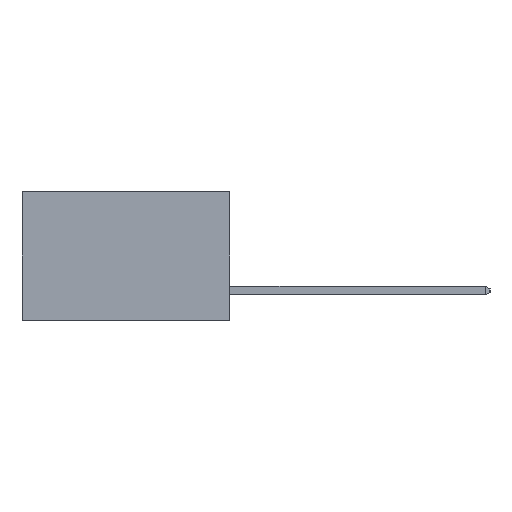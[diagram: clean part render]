
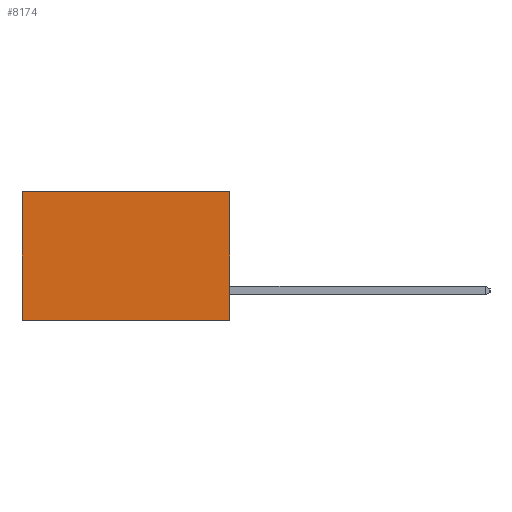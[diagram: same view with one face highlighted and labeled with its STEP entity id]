
A CAD part, left-side view. The second image highlights one B-rep face of the part: STEP entity #8174.
In plain terms, the highlighted planar face has unit normal (-1, 0, 0).
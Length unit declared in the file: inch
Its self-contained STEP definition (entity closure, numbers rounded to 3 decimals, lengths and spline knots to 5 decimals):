
#265 = ORIENTED_EDGE ( 'NONE', *, *, #1555, .F. ) ;
#515 = DIRECTION ( 'NONE',  ( 0., 0., -1. ) ) ;
#544 = DIRECTION ( 'NONE',  ( 1., 0., 0. ) ) ;
#904 = PLANE ( 'NONE',  #4226 ) ;
#1097 = CARTESIAN_POINT ( 'NONE',  ( 0.298, 0., 0. ) ) ;
#1555 = EDGE_CURVE ( 'NONE', #10824, #14318, #21965, .T. ) ;
#1958 = LINE ( 'NONE', #7561, #22001 ) ;
#2292 = CARTESIAN_POINT ( 'NONE',  ( 0.298, 0., -0.37 ) ) ;
#2503 = EDGE_LOOP ( 'NONE', ( #17620, #22473, #265, #13757 ) ) ;
#3120 = FACE_OUTER_BOUND ( 'NONE', #2503, .T. ) ;
#4226 = AXIS2_PLACEMENT_3D ( 'NONE', #1097, #544, #515 ) ;
#5783 = CARTESIAN_POINT ( 'NONE',  ( 0.298, 0.6, 0. ) ) ;
#5897 = DIRECTION ( 'NONE',  ( 0., 0., -1. ) ) ;
#7561 = CARTESIAN_POINT ( 'NONE',  ( 0.298, 0., 0. ) ) ;
#7609 = VECTOR ( 'NONE', #24192, 39.37008 ) ;
#8174 = ADVANCED_FACE ( 'NONE', ( #3120 ), #904, .F. ) ;
#8463 = EDGE_CURVE ( 'NONE', #12948, #15383, #17104, .T. ) ;
#10824 = VERTEX_POINT ( 'NONE', #23458 ) ;
#11437 = DIRECTION ( 'NONE',  ( 0., 1., 0. ) ) ;
#12139 = LINE ( 'NONE', #22287, #7609 ) ;
#12948 = VERTEX_POINT ( 'NONE', #20325 ) ;
#13263 = CARTESIAN_POINT ( 'NONE',  ( 0.298, 0.6, -0.37 ) ) ;
#13757 = ORIENTED_EDGE ( 'NONE', *, *, #15990, .T. ) ;
#14318 = VERTEX_POINT ( 'NONE', #2292 ) ;
#14545 = EDGE_CURVE ( 'NONE', #14318, #15383, #12139, .T. ) ;
#15383 = VERTEX_POINT ( 'NONE', #13263 ) ;
#15990 = EDGE_CURVE ( 'NONE', #10824, #12948, #1958, .T. ) ;
#16297 = VECTOR ( 'NONE', #23771, 39.37008 ) ;
#16764 = CARTESIAN_POINT ( 'NONE',  ( 0.298, 0., 0. ) ) ;
#17104 = LINE ( 'NONE', #5783, #20971 ) ;
#17620 = ORIENTED_EDGE ( 'NONE', *, *, #8463, .T. ) ;
#20325 = CARTESIAN_POINT ( 'NONE',  ( 0.298, 0.6, 0. ) ) ;
#20971 = VECTOR ( 'NONE', #5897, 39.37008 ) ;
#21965 = LINE ( 'NONE', #16764, #16297 ) ;
#22001 = VECTOR ( 'NONE', #11437, 39.37008 ) ;
#22287 = CARTESIAN_POINT ( 'NONE',  ( 0.298, 0., -0.37 ) ) ;
#22473 = ORIENTED_EDGE ( 'NONE', *, *, #14545, .F. ) ;
#23458 = CARTESIAN_POINT ( 'NONE',  ( 0.298, 0., 0. ) ) ;
#23771 = DIRECTION ( 'NONE',  ( 0., 0., -1. ) ) ;
#24192 = DIRECTION ( 'NONE',  ( 0., 1., 0. ) ) ;
